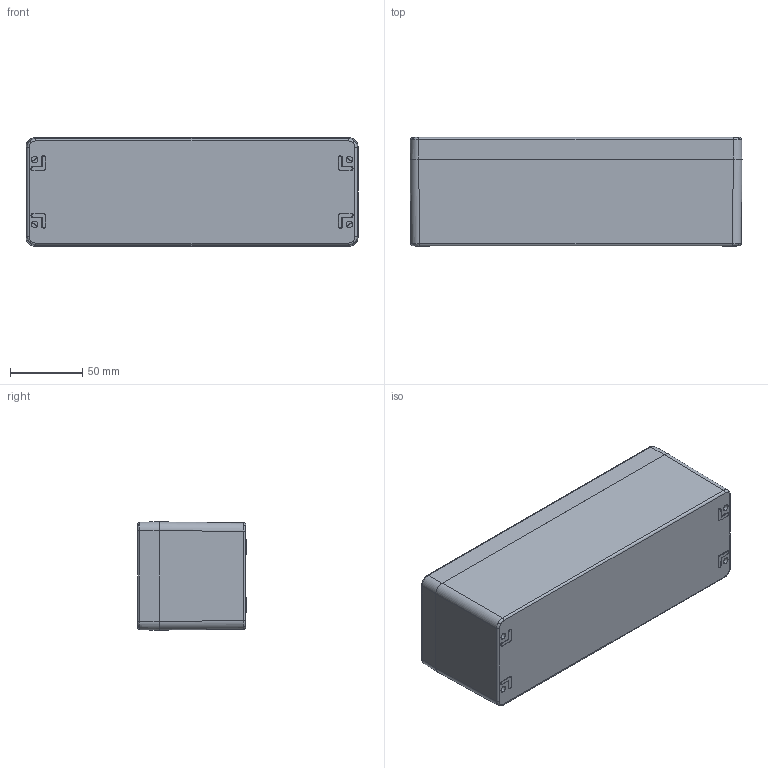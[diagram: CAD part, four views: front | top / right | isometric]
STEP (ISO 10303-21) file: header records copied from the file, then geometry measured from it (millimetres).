
FILE_DESCRIPTION (( 'STEP AP214' ), '1' );
FILE_NAME ('02082308.STEP', '2008-12-19T08:18:08', ( ' ' ), ( '' ), 'SwSTEP 2.0', 'SolidWorks 2008', '' );
FILE_SCHEMA (( 'AUTOMOTIVE_DESIGN' ));
Length unit declared in the file: millimetre
Products named in the file (8): 21045-Unterteil_Standard; 86221_Standard; 86223_Standard; 21045-Deckel_Standard; 82009_Standard; 93133_Standard; 02082308
Assembly tree (18 placements, depth 3):
  02082308
    82009_Standard
    21045-Deckel_Standard
    21045-Unterteil_Standard
      21045-Unterteil_Standard
      86223_Standard  x6
      86221_Standard  x2
    93133_Standard  x6
Bounding box: 230 x 75.5 x 75 mm (x, y, z)
Volume: 383216.5 mm3; surface area: 166504 mm2
Topology: 17 solids, 17 shells, 1254 faces, 2991 edges, 1787 vertices
Faces by surface type: plane 346, bspline 292, cylinder 274, cone 224, torus 114, sphere 4
Entity records: 37146 total; most frequent: CARTESIAN_POINT 18288, ORIENTED_EDGE 4278, DIRECTION 3552, EDGE_CURVE 2139, AXIS2_PLACEMENT_3D 1455, VERTEX_POINT 1275, EDGE_LOOP 968, ADVANCED_FACE 912
